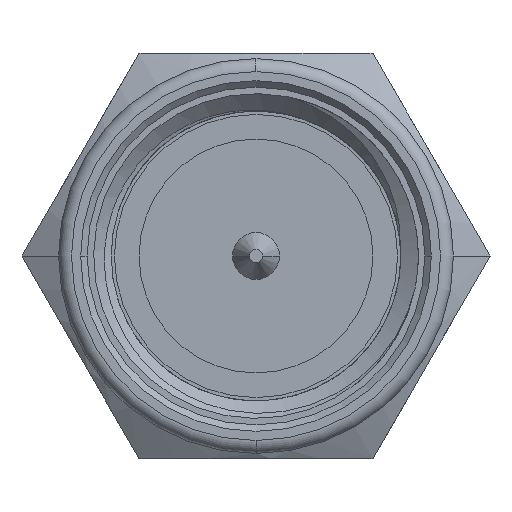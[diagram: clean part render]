
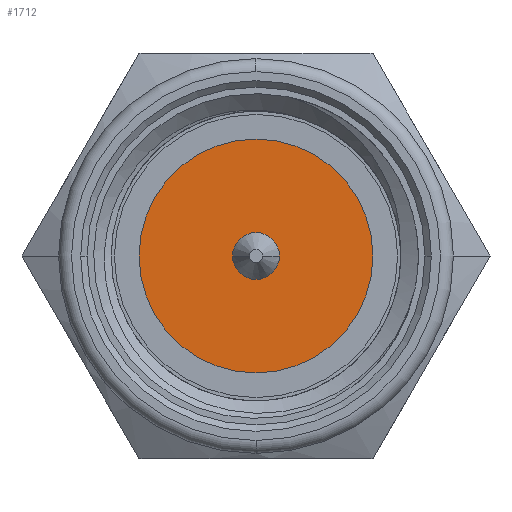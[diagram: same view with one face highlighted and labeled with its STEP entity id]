
A CAD part, left-side view. The second image highlights one B-rep face of the part: STEP entity #1712.
In plain terms, the highlighted planar face has unit normal (-1, 0, 0).
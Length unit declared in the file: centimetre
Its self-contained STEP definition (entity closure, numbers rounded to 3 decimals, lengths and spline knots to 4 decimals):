
#222=PLANE('',#1872);
#413=VERTEX_POINT('',#2445);
#414=VERTEX_POINT('',#2446);
#486=VERTEX_POINT('',#7711);
#487=VERTEX_POINT('',#7713);
#557=CIRCLE('',#1776,0.0457);
#596=CIRCLE('',#1842,0.2286);
#611=CIRCLE('',#1869,0.2286);
#612=CIRCLE('',#1873,0.0457);
#657=EDGE_CURVE('',#413,#414,#557,.T.);
#767=EDGE_CURVE('',#487,#486,#596,.T.);
#791=EDGE_CURVE('',#486,#487,#611,.T.);
#796=EDGE_CURVE('',#414,#413,#612,.T.);
#1170=ORIENTED_EDGE('',*,*,#796,.F.);
#1171=ORIENTED_EDGE('',*,*,#657,.F.);
#1172=ORIENTED_EDGE('',*,*,#767,.T.);
#1173=ORIENTED_EDGE('',*,*,#791,.T.);
#1461=EDGE_LOOP('',(#1170,#1171));
#1462=EDGE_LOOP('',(#1172,#1173));
#1591=FACE_BOUND('',#1461,.T.);
#1592=FACE_BOUND('',#1462,.T.);
#1712=ADVANCED_FACE('',(#1591,#1592),#222,.F.);
#1776=AXIS2_PLACEMENT_3D('',#2444,#1984,#1985);
#1842=AXIS2_PLACEMENT_3D('',#7712,#2131,#2132);
#1869=AXIS2_PLACEMENT_3D('',#7827,#2189,#2190);
#1872=AXIS2_PLACEMENT_3D('',#7902,#2197,$);
#1873=AXIS2_PLACEMENT_3D('',#7903,#2198,#2199);
#1984=DIRECTION('',(-1.,0.,0.));
#1985=DIRECTION('',(0.,0.046,0.));
#2131=DIRECTION('',(-1.,0.,0.));
#2132=DIRECTION('',(0.,0.,0.229));
#2189=DIRECTION('',(-1.,0.,0.));
#2190=DIRECTION('',(0.,0.,0.229));
#2197=DIRECTION('',(1.,0.,0.));
#2198=DIRECTION('',(-1.,0.,0.));
#2199=DIRECTION('',(0.,0.046,0.));
#2444=CARTESIAN_POINT('',(0.,0.,0.));
#2445=CARTESIAN_POINT('',(0.,0.,0.0457));
#2446=CARTESIAN_POINT('',(0.,0.,-0.0457));
#7711=CARTESIAN_POINT('',(0.,-0.2286,0.));
#7712=CARTESIAN_POINT('',(0.,0.,0.));
#7713=CARTESIAN_POINT('',(0.,0.2286,0.));
#7827=CARTESIAN_POINT('',(0.,0.,0.));
#7902=CARTESIAN_POINT('',(0.,-0.2377,0.2377));
#7903=CARTESIAN_POINT('',(0.,0.,0.));
